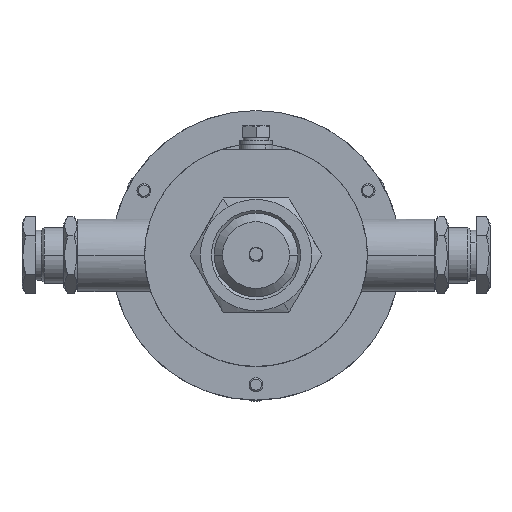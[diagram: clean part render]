
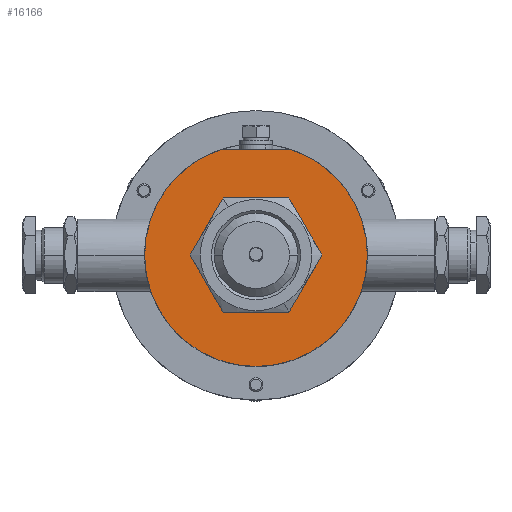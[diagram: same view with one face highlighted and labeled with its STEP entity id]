
A CAD part, top view. The second image highlights one B-rep face of the part: STEP entity #16166.
In plain terms, the highlighted planar face has unit normal (0, 0, 1).
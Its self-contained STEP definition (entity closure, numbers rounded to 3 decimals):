
#186 = CARTESIAN_POINT ( 'NONE',  ( -13.717, 14.16, 45.5 ) ) ;
#1333 = DIRECTION ( 'NONE',  ( 1., 0., 0. ) ) ;
#1401 = CARTESIAN_POINT ( 'NONE',  ( -13.717, 14.16, 45.5 ) ) ;
#2016 = ORIENTED_EDGE ( 'NONE', *, *, #8963, .T. ) ;
#2073 = EDGE_CURVE ( 'NONE', #8315, #3274, #7761, .T. ) ;
#3009 = DIRECTION ( 'NONE',  ( 0., 0., -1. ) ) ;
#3103 = AXIS2_PLACEMENT_3D ( 'NONE', #12858, #6403, #11892 ) ;
#3274 = VERTEX_POINT ( 'NONE', #14307 ) ;
#3321 = EDGE_CURVE ( 'NONE', #11164, #8315, #5868, .T. ) ;
#4148 = EDGE_CURVE ( 'NONE', #6055, #11445, #12860, .T. ) ;
#4267 = VERTEX_POINT ( 'NONE', #14161 ) ;
#4488 = ORIENTED_EDGE ( 'NONE', *, *, #4148, .T. ) ;
#4656 = CARTESIAN_POINT ( 'NONE',  ( -13.717, 14.16, 45.5 ) ) ;
#4834 = PLANE ( 'NONE',  #10415 ) ;
#5144 = VECTOR ( 'NONE', #1333, 1000. ) ;
#5233 = DIRECTION ( 'NONE',  ( 0., 0., -1. ) ) ;
#5499 = DIRECTION ( 'NONE',  ( 0., 0., -1. ) ) ;
#5868 = CIRCLE ( 'NONE', #3103, 40. ) ;
#6055 = VERTEX_POINT ( 'NONE', #7020 ) ;
#6403 = DIRECTION ( 'NONE',  ( 0., 0., -1. ) ) ;
#6794 = CARTESIAN_POINT ( 'NONE',  ( -13.717, 14.16, 45.5 ) ) ;
#7020 = CARTESIAN_POINT ( 'NONE',  ( -27.217, 14.16, 45.5 ) ) ;
#7761 = LINE ( 'NONE', #11681, #5144 ) ;
#8018 = DIRECTION ( 'NONE',  ( -1., 0., 0. ) ) ;
#8126 = CARTESIAN_POINT ( 'NONE',  ( -0.217, 14.16, 45.5 ) ) ;
#8171 = DIRECTION ( 'NONE',  ( 0., 0., -1. ) ) ;
#8315 = VERTEX_POINT ( 'NONE', #9603 ) ;
#8723 = FACE_OUTER_BOUND ( 'NONE', #15194, .T. ) ;
#8806 = FACE_BOUND ( 'NONE', #11983, .T. ) ;
#8963 = EDGE_CURVE ( 'NONE', #11445, #6055, #17147, .T. ) ;
#9297 = CIRCLE ( 'NONE', #13475, 40. ) ;
#9307 = DIRECTION ( 'NONE',  ( -1., 0., 0. ) ) ;
#9315 = DIRECTION ( 'NONE',  ( 0., 0., -1. ) ) ;
#9603 = CARTESIAN_POINT ( 'NONE',  ( -26.217, 52.157, 45.5 ) ) ;
#9940 = DIRECTION ( 'NONE',  ( -1., 0., 0. ) ) ;
#10122 = CARTESIAN_POINT ( 'NONE',  ( -13.717, 27.66, 45.5 ) ) ;
#10415 = AXIS2_PLACEMENT_3D ( 'NONE', #10122, #9315, #8018 ) ;
#10626 = DIRECTION ( 'NONE',  ( -1., 0., 0. ) ) ;
#11164 = VERTEX_POINT ( 'NONE', #13560 ) ;
#11172 = AXIS2_PLACEMENT_3D ( 'NONE', #6794, #5233, #10626 ) ;
#11445 = VERTEX_POINT ( 'NONE', #8126 ) ;
#11681 = CARTESIAN_POINT ( 'NONE',  ( -26.217, 52.157, 45.5 ) ) ;
#11892 = DIRECTION ( 'NONE',  ( -1., 0., 0. ) ) ;
#11983 = EDGE_LOOP ( 'NONE', ( #4488, #2016 ) ) ;
#12443 = DIRECTION ( 'NONE',  ( -1., 0., 0. ) ) ;
#12539 = ORIENTED_EDGE ( 'NONE', *, *, #17139, .F. ) ;
#12858 = CARTESIAN_POINT ( 'NONE',  ( -13.717, 14.16, 45.5 ) ) ;
#12860 = CIRCLE ( 'NONE', #11172, 13.5 ) ;
#13475 = AXIS2_PLACEMENT_3D ( 'NONE', #1401, #8171, #12443 ) ;
#13560 = CARTESIAN_POINT ( 'NONE',  ( -53.717, 14.16, 45.5 ) ) ;
#13562 = AXIS2_PLACEMENT_3D ( 'NONE', #186, #5499, #9307 ) ;
#13681 = ORIENTED_EDGE ( 'NONE', *, *, #16682, .F. ) ;
#14161 = CARTESIAN_POINT ( 'NONE',  ( 26.283, 14.16, 45.5 ) ) ;
#14307 = CARTESIAN_POINT ( 'NONE',  ( -1.217, 52.157, 45.5 ) ) ;
#14592 = AXIS2_PLACEMENT_3D ( 'NONE', #4656, #3009, #9940 ) ;
#15194 = EDGE_LOOP ( 'NONE', ( #12539, #15454, #16835, #13681 ) ) ;
#15454 = ORIENTED_EDGE ( 'NONE', *, *, #2073, .F. ) ;
#16166 = ADVANCED_FACE ( 'NONE', ( #8723, #8806 ), #4834, .F. ) ;
#16260 = CIRCLE ( 'NONE', #14592, 40. ) ;
#16682 = EDGE_CURVE ( 'NONE', #4267, #11164, #9297, .T. ) ;
#16835 = ORIENTED_EDGE ( 'NONE', *, *, #3321, .F. ) ;
#17139 = EDGE_CURVE ( 'NONE', #3274, #4267, #16260, .T. ) ;
#17147 = CIRCLE ( 'NONE', #13562, 13.5 ) ;
